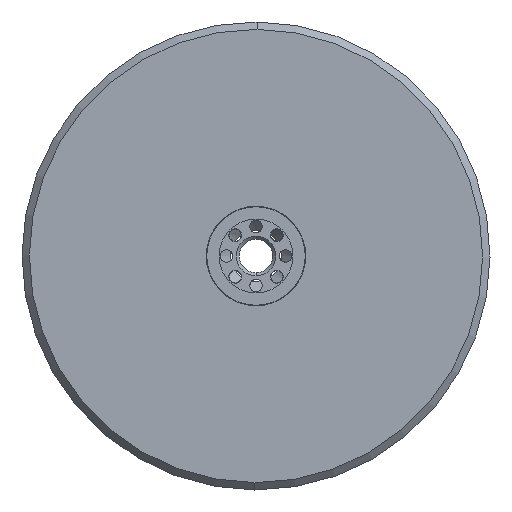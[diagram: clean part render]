
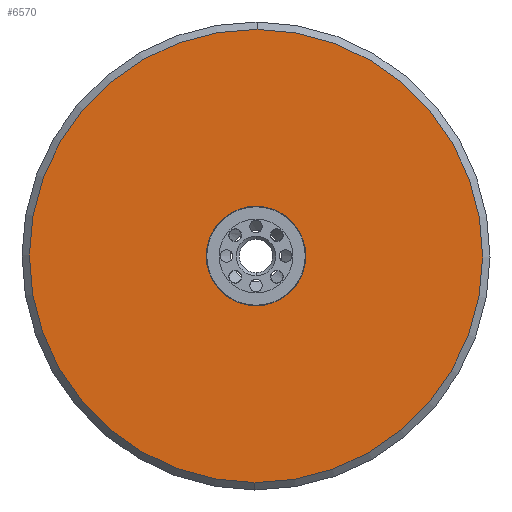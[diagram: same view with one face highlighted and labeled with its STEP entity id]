
A CAD part, front view. The second image highlights one B-rep face of the part: STEP entity #6570.
In plain terms, the highlighted planar face has unit normal (0, -1, 0).
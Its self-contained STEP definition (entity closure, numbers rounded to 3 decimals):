
#690 = VERTEX_POINT ( 'NONE', #6301 ) ;
#815 = ORIENTED_EDGE ( 'NONE', *, *, #7014, .T. ) ;
#817 = PLANE ( 'NONE',  #8196 ) ;
#849 = DIRECTION ( 'NONE',  ( 0., 0., 1. ) ) ;
#1010 = CARTESIAN_POINT ( 'NONE',  ( -10.1, 0., 0. ) ) ;
#1104 = EDGE_CURVE ( 'NONE', #10787, #6968, #1859, .T. ) ;
#1728 = DIRECTION ( 'NONE',  ( 0., -1., 0. ) ) ;
#1836 = CARTESIAN_POINT ( 'NONE',  ( 0., 0., 0. ) ) ;
#1859 = CIRCLE ( 'NONE', #8744, 10.1 ) ;
#2477 = DIRECTION ( 'NONE',  ( 0., 0., -1. ) ) ;
#2504 = EDGE_CURVE ( 'NONE', #6968, #10787, #4419, .T. ) ;
#2728 = CARTESIAN_POINT ( 'NONE',  ( 0., 0., 0. ) ) ;
#2737 = DIRECTION ( 'NONE',  ( 0., 0., 1. ) ) ;
#2752 = ORIENTED_EDGE ( 'NONE', *, *, #1104, .F. ) ;
#3895 = CIRCLE ( 'NONE', #7622, 46. ) ;
#4227 = ORIENTED_EDGE ( 'NONE', *, *, #2504, .F. ) ;
#4419 = CIRCLE ( 'NONE', #6581, 10.1 ) ;
#4477 = CIRCLE ( 'NONE', #11392, 46. ) ;
#4738 = DIRECTION ( 'NONE',  ( 0., 0., 1. ) ) ;
#4776 = ORIENTED_EDGE ( 'NONE', *, *, #10271, .T. ) ;
#5653 = CARTESIAN_POINT ( 'NONE',  ( 0., 0., 0. ) ) ;
#6301 = CARTESIAN_POINT ( 'NONE',  ( 0., 0., 46. ) ) ;
#6324 = CARTESIAN_POINT ( 'NONE',  ( 0., 0., -10.1 ) ) ;
#6565 = VERTEX_POINT ( 'NONE', #11177 ) ;
#6568 = DIRECTION ( 'NONE',  ( 0., -1., 0. ) ) ;
#6570 = ADVANCED_FACE ( 'NONE', ( #9507, #7571 ), #817, .F. ) ;
#6581 = AXIS2_PLACEMENT_3D ( 'NONE', #2728, #1728, #2477 ) ;
#6583 = DIRECTION ( 'NONE',  ( 0., 1., 0. ) ) ;
#6968 = VERTEX_POINT ( 'NONE', #6324 ) ;
#7014 = EDGE_CURVE ( 'NONE', #690, #6565, #4477, .T. ) ;
#7502 = EDGE_LOOP ( 'NONE', ( #4227, #2752 ) ) ;
#7571 = FACE_BOUND ( 'NONE', #7502, .T. ) ;
#7622 = AXIS2_PLACEMENT_3D ( 'NONE', #1836, #10339, #849 ) ;
#8190 = DIRECTION ( 'NONE',  ( 0., -1., 0. ) ) ;
#8196 = AXIS2_PLACEMENT_3D ( 'NONE', #1010, #6583, #2737 ) ;
#8744 = AXIS2_PLACEMENT_3D ( 'NONE', #10052, #8190, #11975 ) ;
#9507 = FACE_OUTER_BOUND ( 'NONE', #10385, .T. ) ;
#10052 = CARTESIAN_POINT ( 'NONE',  ( 0., 0., 0. ) ) ;
#10271 = EDGE_CURVE ( 'NONE', #6565, #690, #3895, .T. ) ;
#10339 = DIRECTION ( 'NONE',  ( 0., -1., 0. ) ) ;
#10385 = EDGE_LOOP ( 'NONE', ( #815, #4776 ) ) ;
#10787 = VERTEX_POINT ( 'NONE', #11086 ) ;
#11086 = CARTESIAN_POINT ( 'NONE',  ( 0., 0., 10.1 ) ) ;
#11177 = CARTESIAN_POINT ( 'NONE',  ( 0., 0., -46. ) ) ;
#11392 = AXIS2_PLACEMENT_3D ( 'NONE', #5653, #6568, #4738 ) ;
#11975 = DIRECTION ( 'NONE',  ( 0., 0., -1. ) ) ;
